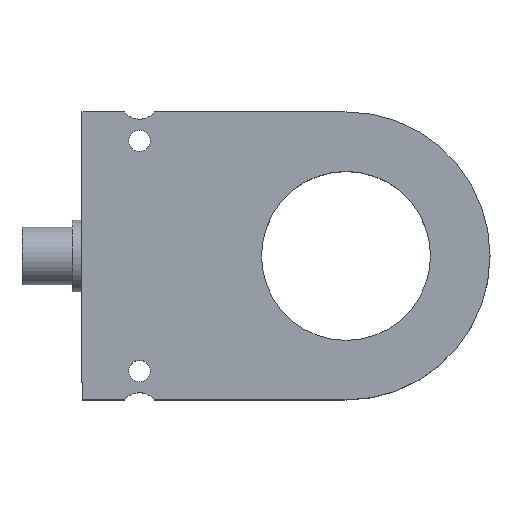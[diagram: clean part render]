
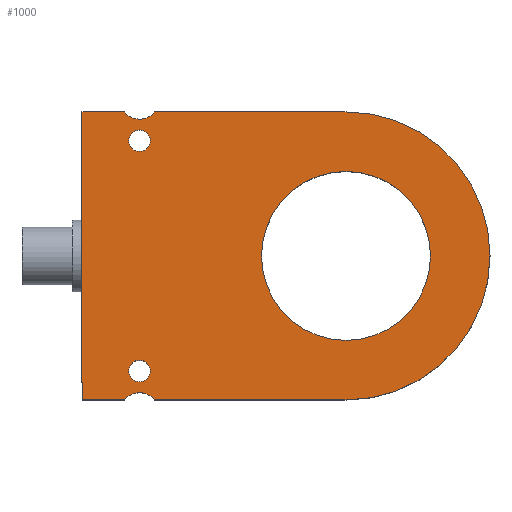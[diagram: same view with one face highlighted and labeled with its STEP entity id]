
A CAD part, top view. The second image highlights one B-rep face of the part: STEP entity #1000.
In plain terms, the highlighted planar face has unit normal (0, 0, 1).
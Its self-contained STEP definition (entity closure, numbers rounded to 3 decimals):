
#663=CARTESIAN_POINT('',(0.0,0.0,20.0));
#664=VERTEX_POINT('',#663);
#665=CARTESIAN_POINT('',(0.,60.0,20.0));
#666=VERTEX_POINT('',#665);
#667=CARTESIAN_POINT('',(0.0,0.0,20.0));
#668=DIRECTION('',(0.0,1.0,0.0));
#669=VECTOR('',#668,60.0);
#670=LINE('',#667,#669);
#671=EDGE_CURVE('',#664,#666,#670,.T.);
#753=CARTESIAN_POINT('',(14.25,54.0,20.0));
#754=VERTEX_POINT('',#753);
#755=CARTESIAN_POINT('',(12.,54.0,20.0));
#756=DIRECTION('',(0.0,0.0,-1.0));
#757=DIRECTION('',(-1.0,0.0,0.0));
#758=AXIS2_PLACEMENT_3D('',#755,#756,#757);
#759=CIRCLE('',#758,2.25);
#760=EDGE_CURVE('',#754,#754,#759,.T.);
#772=CARTESIAN_POINT('',(8.878,0.,20.0));
#773=VERTEX_POINT('',#772);
#789=CARTESIAN_POINT('',(15.122,0.,20.0));
#790=VERTEX_POINT('',#789);
#797=CARTESIAN_POINT('',(12.,-2.5,20.0));
#798=DIRECTION('',(0.0,0.0,-1.0));
#799=DIRECTION('',(-1.0,0.0,0.0));
#800=AXIS2_PLACEMENT_3D('',#797,#798,#799);
#801=CIRCLE('',#800,4.0);
#802=EDGE_CURVE('',#773,#790,#801,.T.);
#814=CARTESIAN_POINT('',(15.122,60.0,20.0));
#815=VERTEX_POINT('',#814);
#831=CARTESIAN_POINT('',(8.878,60.0,20.0));
#832=VERTEX_POINT('',#831);
#839=CARTESIAN_POINT('',(12.,62.5,20.0));
#840=DIRECTION('',(0.0,0.0,-1.0));
#841=DIRECTION('',(-1.0,0.0,0.0));
#842=AXIS2_PLACEMENT_3D('',#839,#840,#841);
#843=CIRCLE('',#842,4.0);
#844=EDGE_CURVE('',#815,#832,#843,.T.);
#865=CARTESIAN_POINT('',(14.25,6.,20.0));
#866=VERTEX_POINT('',#865);
#867=CARTESIAN_POINT('',(12.,6.,20.0));
#868=DIRECTION('',(0.0,0.0,-1.0));
#869=DIRECTION('',(-1.0,0.0,0.0));
#870=AXIS2_PLACEMENT_3D('',#867,#868,#869);
#871=CIRCLE('',#870,2.25);
#872=EDGE_CURVE('',#866,#866,#871,.T.);
#893=CARTESIAN_POINT('',(72.6,30.,20.0));
#894=VERTEX_POINT('',#893);
#895=CARTESIAN_POINT('',(55.0,30.,20.0));
#896=DIRECTION('',(0.0,0.0,-1.0));
#897=DIRECTION('',(-1.0,0.0,0.0));
#898=AXIS2_PLACEMENT_3D('',#895,#896,#897);
#899=CIRCLE('',#898,17.6);
#900=EDGE_CURVE('',#894,#894,#899,.T.);
#919=CARTESIAN_POINT('',(55.0,0.,20.0));
#920=VERTEX_POINT('',#919);
#927=CARTESIAN_POINT('',(55.0,0.,20.0));
#928=DIRECTION('',(-1.0,0.0,0.0));
#929=VECTOR('',#928,39.878);
#930=LINE('',#927,#929);
#931=EDGE_CURVE('',#920,#790,#930,.T.);
#949=CARTESIAN_POINT('',(0.,60.0,20.0));
#950=DIRECTION('',(1.0,0.0,0.0));
#951=VECTOR('',#950,8.878);
#952=LINE('',#949,#951);
#953=EDGE_CURVE('',#666,#832,#952,.T.);
#958=CARTESIAN_POINT('',(42.5,30.,20.0));
#959=DIRECTION('',(0.0,0.0,1.0));
#960=DIRECTION('',(1.0,0.0,0.0));
#961=AXIS2_PLACEMENT_3D('',#958,#959,#960);
#962=PLANE('',#961);
#963=ORIENTED_EDGE('',*,*,#802,.T.);
#964=ORIENTED_EDGE('',*,*,#931,.F.);
#965=CARTESIAN_POINT('',(55.0,60.,20.0));
#966=VERTEX_POINT('',#965);
#967=CARTESIAN_POINT('',(55.0,30.,20.0));
#968=DIRECTION('',(0.0,0.0,-1.0));
#969=DIRECTION('',(0.707,-0.707,0.0));
#970=AXIS2_PLACEMENT_3D('',#967,#968,#969);
#971=CIRCLE('',#970,30.0);
#972=EDGE_CURVE('',#966,#920,#971,.T.);
#973=ORIENTED_EDGE('',*,*,#972,.F.);
#974=CARTESIAN_POINT('',(15.122,60.0,20.0));
#975=DIRECTION('',(1.0,0.0,0.0));
#976=VECTOR('',#975,39.878);
#977=LINE('',#974,#976);
#978=EDGE_CURVE('',#815,#966,#977,.T.);
#979=ORIENTED_EDGE('',*,*,#978,.F.);
#980=ORIENTED_EDGE('',*,*,#844,.T.);
#981=ORIENTED_EDGE('',*,*,#953,.F.);
#982=ORIENTED_EDGE('',*,*,#671,.F.);
#983=CARTESIAN_POINT('',(8.878,0.,20.0));
#984=DIRECTION('',(-1.0,0.0,0.0));
#985=VECTOR('',#984,8.878);
#986=LINE('',#983,#985);
#987=EDGE_CURVE('',#773,#664,#986,.T.);
#988=ORIENTED_EDGE('',*,*,#987,.F.);
#989=EDGE_LOOP('',(#963,#964,#973,#979,#980,#981,#982,#988));
#990=FACE_OUTER_BOUND('',#989,.T.);
#991=ORIENTED_EDGE('',*,*,#900,.T.);
#992=EDGE_LOOP('',(#991));
#993=FACE_BOUND('',#992,.T.);
#994=ORIENTED_EDGE('',*,*,#872,.T.);
#995=EDGE_LOOP('',(#994));
#996=FACE_BOUND('',#995,.T.);
#997=ORIENTED_EDGE('',*,*,#760,.T.);
#998=EDGE_LOOP('',(#997));
#999=FACE_BOUND('',#998,.T.);
#1000=ADVANCED_FACE('',(#990,#993,#996,#999),#962,.T.);
